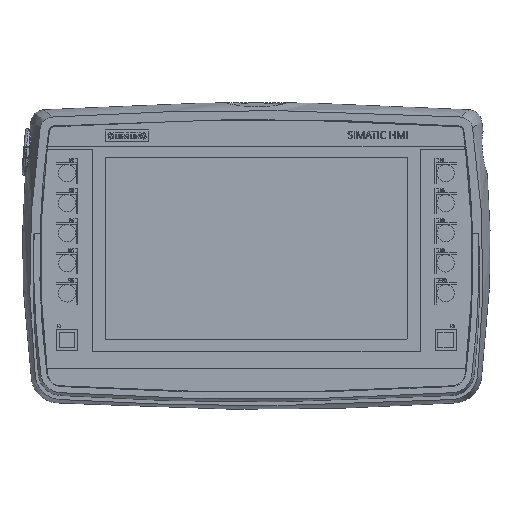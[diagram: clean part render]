
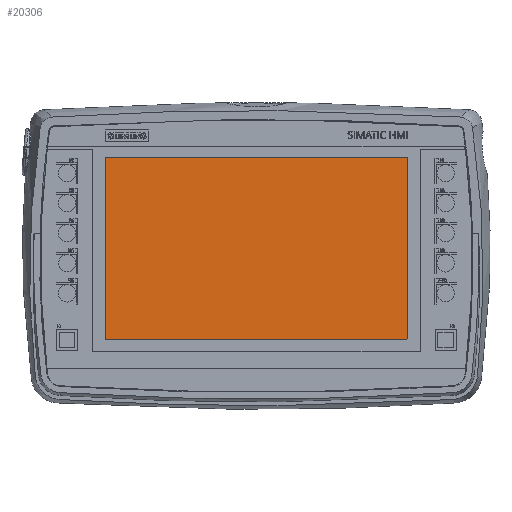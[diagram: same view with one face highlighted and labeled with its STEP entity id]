
A CAD part, top view. The second image highlights one B-rep face of the part: STEP entity #20306.
In plain terms, the highlighted planar face has unit normal (0, 0, 1).
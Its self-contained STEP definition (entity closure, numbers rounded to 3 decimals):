
#15223=CIRCLE('',#50561,1.);
#15224=CIRCLE('',#50564,1.);
#15225=CIRCLE('',#50567,1.);
#15226=CIRCLE('',#50570,1.);
#16452=LINE('',#65836,#23168);
#16456=LINE('',#65846,#23172);
#16459=LINE('',#65854,#23175);
#16462=LINE('',#65862,#23178);
#18323=PLANE('',#50572);
#20306=ADVANCED_FACE('',(#25456),#18323,.T.);
#23168=VECTOR('',#54452,1.);
#23172=VECTOR('',#54462,1.);
#23175=VECTOR('',#54471,1.);
#23178=VECTOR('',#54480,1.);
#25456=FACE_OUTER_BOUND('',#27471,.T.);
#27471=EDGE_LOOP('',(#32101,#32102,#32103,#32104,#32105,#32106,#32107,#32108));
#32101=ORIENTED_EDGE('',*,*,#44070,.F.);
#32102=ORIENTED_EDGE('',*,*,#44073,.F.);
#32103=ORIENTED_EDGE('',*,*,#44075,.F.);
#32104=ORIENTED_EDGE('',*,*,#44077,.F.);
#32105=ORIENTED_EDGE('',*,*,#44079,.F.);
#32106=ORIENTED_EDGE('',*,*,#44081,.F.);
#32107=ORIENTED_EDGE('',*,*,#44083,.F.);
#32108=ORIENTED_EDGE('',*,*,#44084,.F.);
#40262=VERTEX_POINT('',#65835);
#40263=VERTEX_POINT('',#65837);
#40264=VERTEX_POINT('',#65841);
#40265=VERTEX_POINT('',#65845);
#40266=VERTEX_POINT('',#65849);
#40267=VERTEX_POINT('',#65853);
#40268=VERTEX_POINT('',#65857);
#40269=VERTEX_POINT('',#65861);
#44070=EDGE_CURVE('',#40262,#40263,#16452,.T.);
#44073=EDGE_CURVE('',#40264,#40262,#15223,.T.);
#44075=EDGE_CURVE('',#40265,#40264,#16456,.T.);
#44077=EDGE_CURVE('',#40266,#40265,#15224,.T.);
#44079=EDGE_CURVE('',#40267,#40266,#16459,.T.);
#44081=EDGE_CURVE('',#40268,#40267,#15225,.T.);
#44083=EDGE_CURVE('',#40269,#40268,#16462,.T.);
#44084=EDGE_CURVE('',#40263,#40269,#15226,.T.);
#50561=AXIS2_PLACEMENT_3D('',#65842,#54457,#54458);
#50564=AXIS2_PLACEMENT_3D('',#65850,#54466,#54467);
#50567=AXIS2_PLACEMENT_3D('',#65858,#54475,#54476);
#50570=AXIS2_PLACEMENT_3D('',#65864,#54483,#54484);
#50572=AXIS2_PLACEMENT_3D('',#65866,#54487,#54488);
#54452=DIRECTION('',(0.,1.,0.));
#54457=DIRECTION('',(0.,0.,-1.));
#54458=DIRECTION('',(1.,0.,0.));
#54462=DIRECTION('',(-1.,0.,0.));
#54466=DIRECTION('',(0.,0.,-1.));
#54467=DIRECTION('',(1.,0.,0.));
#54471=DIRECTION('',(0.,-1.,0.));
#54475=DIRECTION('',(0.,0.,-1.));
#54476=DIRECTION('',(1.,0.,0.));
#54480=DIRECTION('',(1.,0.,0.));
#54483=DIRECTION('',(0.,0.,-1.));
#54484=DIRECTION('',(1.,0.,0.));
#54487=DIRECTION('',(0.,0.,1.));
#54488=DIRECTION('',(1.,0.,0.));
#65835=CARTESIAN_POINT('',(-99.05,-56.9,-6.258));
#65836=CARTESIAN_POINT('',(-99.05,60.5,-6.258));
#65837=CARTESIAN_POINT('',(-99.05,60.5,-6.258));
#65841=CARTESIAN_POINT('',(-98.05,-57.9,-6.258));
#65842=CARTESIAN_POINT('',(-98.05,-56.9,-6.258));
#65845=CARTESIAN_POINT('',(98.05,-57.9,-6.258));
#65846=CARTESIAN_POINT('',(-98.05,-57.9,-6.258));
#65849=CARTESIAN_POINT('',(99.05,-56.9,-6.258));
#65850=CARTESIAN_POINT('',(98.05,-56.9,-6.258));
#65853=CARTESIAN_POINT('',(99.05,60.5,-6.258));
#65854=CARTESIAN_POINT('',(99.05,-56.9,-6.258));
#65857=CARTESIAN_POINT('',(98.05,61.5,-6.258));
#65858=CARTESIAN_POINT('',(98.05,60.5,-6.258));
#65861=CARTESIAN_POINT('',(-98.05,61.5,-6.258));
#65862=CARTESIAN_POINT('',(98.05,61.5,-6.258));
#65864=CARTESIAN_POINT('',(-98.05,60.5,-6.258));
#65866=CARTESIAN_POINT('',(-98.05,-56.9,-6.258));
